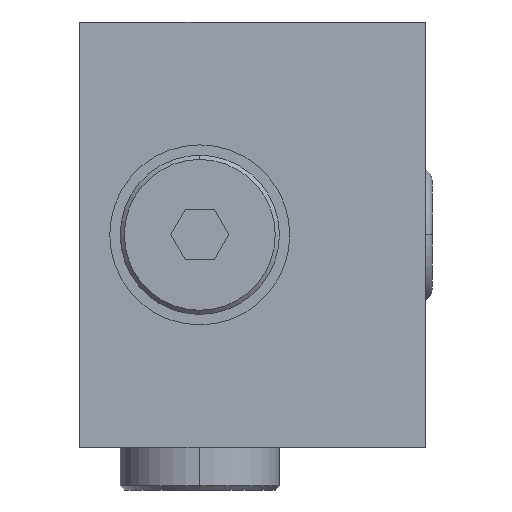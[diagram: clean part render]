
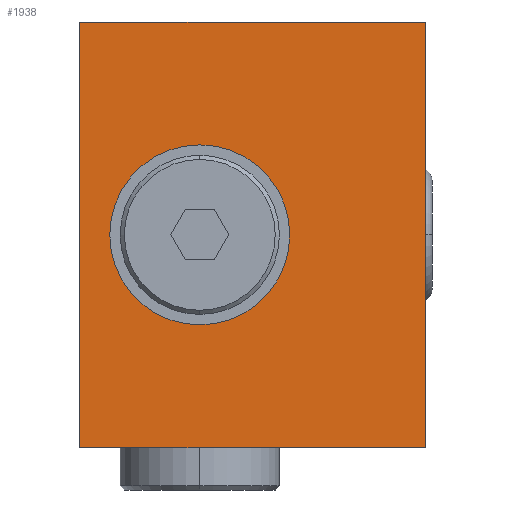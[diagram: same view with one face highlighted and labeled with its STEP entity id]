
A CAD part, left-side view. The second image highlights one B-rep face of the part: STEP entity #1938.
In plain terms, the highlighted planar face has unit normal (-1, 0, 0).
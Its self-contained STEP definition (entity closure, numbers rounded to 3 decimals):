
#58=DIRECTION('',(0.,-1.,0.));
#59=VECTOR('',#58,41.275);
#60=CARTESIAN_POINT('',(-34.925,14.326,25.4));
#61=LINE('',#60,#59);
#62=DIRECTION('',(0.,0.,-1.));
#63=VECTOR('',#62,50.8);
#64=CARTESIAN_POINT('',(-34.925,-26.949,25.4));
#65=LINE('',#64,#63);
#66=DIRECTION('',(0.,1.,0.));
#67=VECTOR('',#66,41.275);
#68=CARTESIAN_POINT('',(-34.925,-26.949,-25.4));
#69=LINE('',#68,#67);
#70=DIRECTION('',(0.,0.,1.));
#71=VECTOR('',#70,50.8);
#72=CARTESIAN_POINT('',(-34.925,14.326,-25.4));
#73=LINE('',#72,#71);
#74=CARTESIAN_POINT('',(-34.925,0.,0.));
#75=DIRECTION('',(-1.,0.,0.));
#76=DIRECTION('',(0.,1.,0.));
#77=AXIS2_PLACEMENT_3D('',#74,#75,#76);
#79=CARTESIAN_POINT('',(-34.925,0.,0.));
#80=DIRECTION('',(-1.,0.,0.));
#81=DIRECTION('',(0.,-1.,0.));
#82=AXIS2_PLACEMENT_3D('',#79,#80,#81);
#1473=CARTESIAN_POINT('',(-34.925,14.326,25.4));
#1474=CARTESIAN_POINT('',(-34.925,-26.949,25.4));
#1475=VERTEX_POINT('',#1473);
#1476=VERTEX_POINT('',#1474);
#1477=CARTESIAN_POINT('',(-34.925,-26.949,-25.4));
#1478=VERTEX_POINT('',#1477);
#1479=CARTESIAN_POINT('',(-34.925,14.326,-25.4));
#1480=VERTEX_POINT('',#1479);
#1541=CARTESIAN_POINT('',(-34.925,10.744,0.));
#1542=CARTESIAN_POINT('',(-34.925,-10.744,0.));
#1543=VERTEX_POINT('',#1541);
#1544=VERTEX_POINT('',#1542);
#1918=CARTESIAN_POINT('',(-34.925,0.,0.));
#1919=DIRECTION('',(1.,0.,0.));
#1920=DIRECTION('',(0.,0.,-1.));
#1921=AXIS2_PLACEMENT_3D('',#1918,#1919,#1920);
#1922=PLANE('',#1921);
#1924=ORIENTED_EDGE('',*,*,#1923,.T.);
#1926=ORIENTED_EDGE('',*,*,#1925,.T.);
#1928=ORIENTED_EDGE('',*,*,#1927,.T.);
#1929=ORIENTED_EDGE('',*,*,#1884,.T.);
#1930=EDGE_LOOP('',(#1924,#1926,#1928,#1929));
#1931=FACE_OUTER_BOUND('',#1930,.F.);
#1933=ORIENTED_EDGE('',*,*,#1932,.T.);
#1935=ORIENTED_EDGE('',*,*,#1934,.T.);
#1936=EDGE_LOOP('',(#1933,#1935));
#1937=FACE_BOUND('',#1936,.F.);
#1938=ADVANCED_FACE('',(#1931,#1937),#1922,.F.);
#78=CIRCLE('',#77,10.744);
#83=CIRCLE('',#82,10.744);
#1884=EDGE_CURVE('',#1480,#1475,#73,.T.);
#1923=EDGE_CURVE('',#1475,#1476,#61,.T.);
#1925=EDGE_CURVE('',#1476,#1478,#65,.T.);
#1927=EDGE_CURVE('',#1478,#1480,#69,.T.);
#1932=EDGE_CURVE('',#1543,#1544,#78,.T.);
#1934=EDGE_CURVE('',#1544,#1543,#83,.T.);
